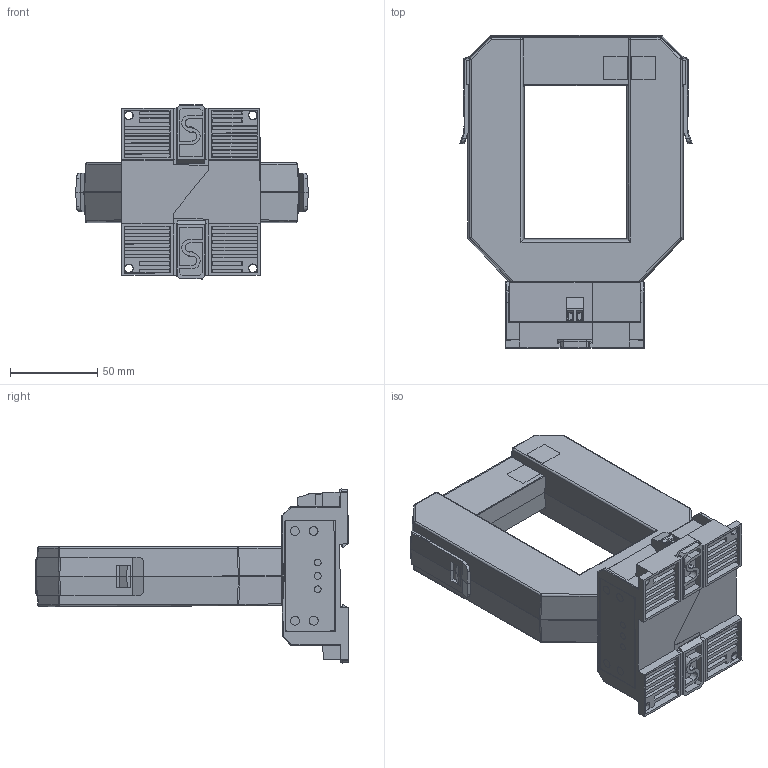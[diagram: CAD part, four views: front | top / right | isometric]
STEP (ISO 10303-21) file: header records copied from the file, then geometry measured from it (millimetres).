
FILE_DESCRIPTION (( 'STEP AP214' ), '1' );
FILE_NAME ('ACTR1200-42L-S.STEP', '2020-10-20T14:31:43', ( '' ), ( '' ), 'SwSTEP 2.0', 'SolidWorks 2017', '' );
FILE_SCHEMA (( 'AUTOMOTIVE_DESIGN' ));
Length unit declared in the file: inch
Products named in the file (1): ACTR1200-42L-S
Bounding box: 133.25 x 179.34 x 99.65 mm (x, y, z)
Volume: 183213.7 mm3; surface area: 195846.1 mm2
Topology: 17 solids, 17 shells, 1436 faces, 3963 edges, 2577 vertices
Faces by surface type: plane 1189, cylinder 167, cone 56, bspline 24
Entity records: 45684 total; most frequent: CARTESIAN_POINT 9081, ORIENTED_EDGE 7926, DIRECTION 6916, EDGE_CURVE 3963, LINE 3492, VECTOR 3492, VERTEX_POINT 2577, AXIS2_PLACEMENT_3D 1712
